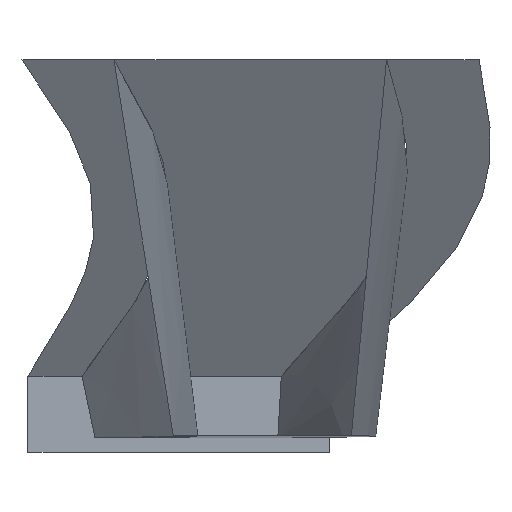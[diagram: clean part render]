
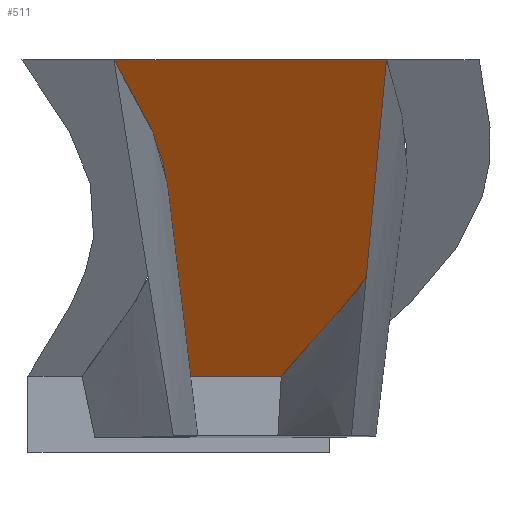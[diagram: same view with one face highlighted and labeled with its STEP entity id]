
A CAD part, top view. The second image highlights one B-rep face of the part: STEP entity #511.
In plain terms, the highlighted planar face has unit normal (0, -0.97, 0.242).
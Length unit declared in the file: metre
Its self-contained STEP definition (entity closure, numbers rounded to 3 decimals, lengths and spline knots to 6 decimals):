
#116=DIRECTION('',(0.,-0.97,0.242));
#121=CARTESIAN_POINT('',(0.111277,0.006116,0.024375));
#126=DIRECTION('',(0.054,0.242,0.969));
#131=AXIS2_PLACEMENT_3D('',#121,#116,#126);
#136=PLANE('',#131);
#141=CARTESIAN_POINT('',(0.087349,0.007151,0.028501));
#146=CARTESIAN_POINT('',(0.09149,0.011465,0.045764));
#151=CARTESIAN_POINT('',(0.095632,0.015772,0.063028));
#156=CARTESIAN_POINT('',(0.099515,0.020067,0.080213));
#161=CARTESIAN_POINT('',(0.102212,0.023049,0.092148));
#166=CARTESIAN_POINT('',(0.104785,0.026019,0.104045));
#171=CARTESIAN_POINT('',(0.107147,0.028976,0.115879));
#176=CARTESIAN_POINT('',(0.109508,0.031933,0.127712));
#181=CARTESIAN_POINT('',(0.111659,0.034873,0.139483));
#186=CARTESIAN_POINT('',(0.113513,0.037792,0.151164));
#191=CARTESIAN_POINT('',(0.115367,0.040711,0.162845));
#196=CARTESIAN_POINT('',(0.116923,0.043609,0.174437));
#201=CARTESIAN_POINT('',(0.118191,0.046492,0.185974));
#206=CARTESIAN_POINT('',(0.119458,0.049376,0.197512));
#211=CARTESIAN_POINT('',(0.120437,0.052248,0.208995));
#216=CARTESIAN_POINT('',(0.121135,0.055113,0.220461));
#221=CARTESIAN_POINT('',(0.121833,0.057978,0.231927));
#226=CARTESIAN_POINT('',(0.122251,0.060842,0.243374));
#231=CARTESIAN_POINT('',(0.122398,0.063707,0.254839));
#236=CARTESIAN_POINT('',(0.122544,0.066572,0.266304));
#241=CARTESIAN_POINT('',(0.122409,0.069445,0.277792));
#246=CARTESIAN_POINT('',(0.122059,0.072323,0.289305));
#251=CARTESIAN_POINT('',(0.121709,0.0752,0.300818));
#256=CARTESIAN_POINT('',(0.121149,0.078083,0.312352));
#261=CARTESIAN_POINT('',(0.12046,0.080969,0.323899));
#266=CARTESIAN_POINT('',(0.119772,0.083855,0.335446));
#271=CARTESIAN_POINT('',(0.118956,0.086744,0.347007));
#276=CARTESIAN_POINT('',(0.118094,0.089635,0.358572));
#281=CARTESIAN_POINT('',(0.117611,0.091253,0.365048));
#286=CARTESIAN_POINT('',(0.117114,0.092872,0.371526));
#291=CARTESIAN_POINT('',(0.116617,0.094491,0.378004));
#296=B_SPLINE_CURVE_WITH_KNOTS('',3,(#141,#146,#151,#156,#161,#166,#171,#176,#181,#186,#191,#196,#201,#206,#211,#216,#221,#226,#231,#236,#241,#246,#251,#256,#261,#266,#271,#276,#281,#286,#291),.UNSPECIFIED.,.F.,.U.,(4,3,3,3,3,3,3,3,3,3,4),(0.,0.144,0.244,0.344,0.444,0.544,0.644,0.744,0.844,0.944,1.),.UNSPECIFIED.);
#301=CARTESIAN_POINT('',(0.087349,0.007151,0.028501));
#302=VERTEX_POINT('',#301);
#306=CARTESIAN_POINT('',(0.116617,0.094491,0.378004));
#307=VERTEX_POINT('',#306);
#311=EDGE_CURVE('',#302,#307,#296,.T.);
#316=ORIENTED_EDGE('',*,*,#311,.T.);
#321=CARTESIAN_POINT('',(0.116617,0.094491,0.378004));
#326=DIRECTION('',(-1.,0.,0.));
#331=VECTOR('',#326,1.);
#336=LINE('',#321,#331);
#341=CARTESIAN_POINT('',(0.040811,0.094496,0.378));
#342=VERTEX_POINT('',#341);
#346=EDGE_CURVE('',#307,#342,#336,.T.);
#351=ORIENTED_EDGE('',*,*,#346,.T.);
#356=CARTESIAN_POINT('',(0.040811,0.094496,0.378));
#361=CARTESIAN_POINT('',(0.045909,0.085943,0.343779));
#366=CARTESIAN_POINT('',(0.051007,0.077399,0.309556));
#371=CARTESIAN_POINT('',(0.053742,0.068863,0.275401));
#376=CARTESIAN_POINT('',(0.055324,0.063924,0.255636));
#381=CARTESIAN_POINT('',(0.056068,0.058982,0.235918));
#386=CARTESIAN_POINT('',(0.055898,0.054025,0.216085));
#391=CARTESIAN_POINT('',(0.0558,0.051157,0.204608));
#396=CARTESIAN_POINT('',(0.055398,0.04829,0.193089));
#401=CARTESIAN_POINT('',(0.054688,0.045394,0.181501));
#406=CARTESIAN_POINT('',(0.053836,0.041919,0.167596));
#411=CARTESIAN_POINT('',(0.052529,0.038404,0.153584));
#416=CARTESIAN_POINT('',(0.050788,0.034865,0.139426));
#421=CARTESIAN_POINT('',(0.048698,0.030619,0.122436));
#426=CARTESIAN_POINT('',(0.046019,0.026337,0.10526));
#431=CARTESIAN_POINT('',(0.043028,0.02202,0.087988));
#436=CARTESIAN_POINT('',(0.03961,0.017086,0.068244));
#441=CARTESIAN_POINT('',(0.035783,0.012117,0.048374));
#446=CARTESIAN_POINT('',(0.031956,0.00715,0.028502));
#451=B_SPLINE_CURVE_WITH_KNOTS('',3,(#356,#361,#366,#371,#376,#381,#386,#391,#396,#401,#406,#411,#416,#421,#426,#431,#436,#441,#446),.UNSPECIFIED.,.F.,.U.,(4,3,3,3,3,3,4),(0.,0.298598,0.471398,0.571398,0.691398,0.835398,1.),.UNSPECIFIED.);
#456=CARTESIAN_POINT('',(0.031956,0.00715,0.028502));
#457=VERTEX_POINT('',#456);
#461=EDGE_CURVE('',#342,#457,#451,.T.);
#466=ORIENTED_EDGE('',*,*,#461,.T.);
#471=CARTESIAN_POINT('',(0.031956,0.00715,0.028502));
#476=DIRECTION('',(1.,0.,0.));
#481=VECTOR('',#476,1.);
#486=LINE('',#471,#481);
#491=EDGE_CURVE('',#457,#302,#486,.T.);
#496=ORIENTED_EDGE('',*,*,#491,.T.);
#501=EDGE_LOOP('',(#316,#351,#466,#496));
#506=FACE_OUTER_BOUND('',#501,.T.);
#511=ADVANCED_FACE('',(#506),#136,.T.);
